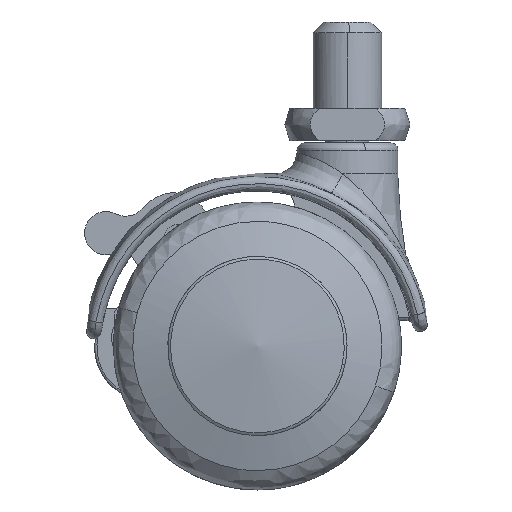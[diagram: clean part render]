
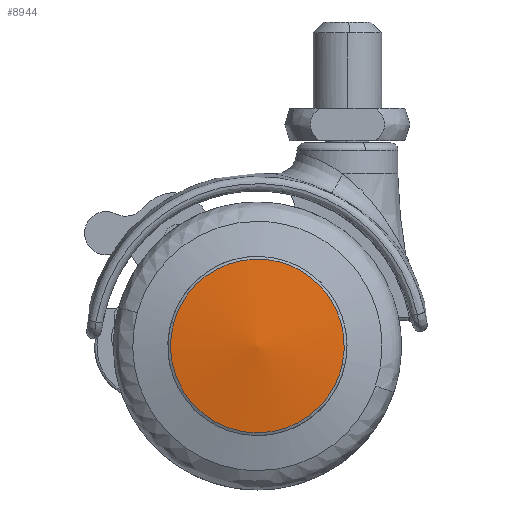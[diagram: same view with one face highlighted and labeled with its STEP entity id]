
A CAD part, front view. The second image highlights one B-rep face of the part: STEP entity #8944.
In plain terms, the highlighted free-form (B-spline) face has degree [2, 2] with [4, 4] control points.
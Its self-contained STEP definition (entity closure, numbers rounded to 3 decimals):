
#7233=CARTESIAN_POINT('',(-11.624,-18.104,3.228));
#7234=VERTEX_POINT('',#7233);
#7248=CARTESIAN_POINT('',(0.0,-18.104,12.064));
#7249=VERTEX_POINT('',#7248);
#7250=CARTESIAN_POINT('',(0.0,-18.104,12.064));
#7251=CARTESIAN_POINT('',(-9.171,-18.104,12.064));
#7252=CARTESIAN_POINT('',(-11.624,-18.104,3.228));
#7260=(BOUNDED_CURVE()B_SPLINE_CURVE(2,(#7250,#7251,#7252),.UNSPECIFIED.,.F.,.U.)B_SPLINE_CURVE_WITH_KNOTS((3,3),(0.0,0.204),.UNSPECIFIED.)CURVE()GEOMETRIC_REPRESENTATION_ITEM()RATIONAL_B_SPLINE_CURVE((1.0,0.761,0.913))REPRESENTATION_ITEM(''));
#7261=EDGE_CURVE('',#7249,#7234,#7260,.T.);
#7263=CARTESIAN_POINT('',(11.79,-18.104,-2.558));
#7264=VERTEX_POINT('',#7263);
#7265=CARTESIAN_POINT('',(11.79,-18.104,-2.558));
#7266=CARTESIAN_POINT('',(12.064,-18.104,-1.294));
#7267=CARTESIAN_POINT('',(12.064,-18.104,0.));
#7268=CARTESIAN_POINT('',(12.064,-18.104,12.064));
#7269=CARTESIAN_POINT('',(0.0,-18.104,12.064));
#7277=(BOUNDED_CURVE()B_SPLINE_CURVE(2,(#7265,#7266,#7267,#7268,#7269),.UNSPECIFIED.,.F.,.U.)B_SPLINE_CURVE_WITH_KNOTS((3,2,3),(0.714,0.75,1.0),.UNSPECIFIED.)CURVE()GEOMETRIC_REPRESENTATION_ITEM()RATIONAL_B_SPLINE_CURVE((0.927,0.957,1.0,0.707,1.0))REPRESENTATION_ITEM(''));
#7278=EDGE_CURVE('',#7264,#7249,#7277,.T.);
#7331=CARTESIAN_POINT('',(0.0,-18.104,-12.064));
#7332=VERTEX_POINT('',#7331);
#7333=CARTESIAN_POINT('',(0.0,-18.104,-12.064));
#7334=CARTESIAN_POINT('',(9.728,-18.104,-12.064));
#7335=CARTESIAN_POINT('',(11.79,-18.104,-2.558));
#7343=(BOUNDED_CURVE()B_SPLINE_CURVE(2,(#7333,#7334,#7335),.UNSPECIFIED.,.F.,.U.)B_SPLINE_CURVE_WITH_KNOTS((3,3),(0.5,0.714),.UNSPECIFIED.)CURVE()GEOMETRIC_REPRESENTATION_ITEM()RATIONAL_B_SPLINE_CURVE((1.0,0.75,0.927))REPRESENTATION_ITEM(''));
#7344=EDGE_CURVE('',#7332,#7264,#7343,.T.);
#7346=CARTESIAN_POINT('',(-11.624,-18.104,3.228));
#7347=CARTESIAN_POINT('',(-12.064,-18.104,1.644));
#7348=CARTESIAN_POINT('',(-12.064,-18.104,0.));
#7349=CARTESIAN_POINT('',(-12.064,-18.104,-12.064));
#7350=CARTESIAN_POINT('',(0.0,-18.104,-12.064));
#7358=(BOUNDED_CURVE()B_SPLINE_CURVE(2,(#7346,#7347,#7348,#7349,#7350),.UNSPECIFIED.,.F.,.U.)B_SPLINE_CURVE_WITH_KNOTS((3,2,3),(0.204,0.25,0.5),.UNSPECIFIED.)CURVE()GEOMETRIC_REPRESENTATION_ITEM()RATIONAL_B_SPLINE_CURVE((0.913,0.947,1.0,0.707,1.0))REPRESENTATION_ITEM(''));
#7359=EDGE_CURVE('',#7234,#7332,#7358,.T.);
#8914=CARTESIAN_POINT('',(-13.021,-16.186,-13.025));
#8915=CARTESIAN_POINT('',(-6.614,-17.816,-13.233));
#8916=CARTESIAN_POINT('',(6.614,-17.816,-13.233));
#8917=CARTESIAN_POINT('',(13.021,-16.186,-13.025));
#8918=CARTESIAN_POINT('',(-13.229,-17.817,-6.616));
#8919=CARTESIAN_POINT('',(-6.721,-19.5,-6.724));
#8920=CARTESIAN_POINT('',(6.722,-19.5,-6.724));
#8921=CARTESIAN_POINT('',(13.229,-17.817,-6.616));
#8922=CARTESIAN_POINT('',(-13.229,-17.817,6.616));
#8923=CARTESIAN_POINT('',(-6.721,-19.5,6.724));
#8924=CARTESIAN_POINT('',(6.722,-19.5,6.724));
#8925=CARTESIAN_POINT('',(13.229,-17.817,6.616));
#8926=CARTESIAN_POINT('',(-13.021,-16.186,13.025));
#8927=CARTESIAN_POINT('',(-6.614,-17.816,13.233));
#8928=CARTESIAN_POINT('',(6.614,-17.816,13.233));
#8929=CARTESIAN_POINT('',(13.021,-16.186,13.025));
#8937=(BOUNDED_SURFACE()B_SPLINE_SURFACE(2,2,((#8914,#8918,#8922,#8926),(#8915,#8919,#8923,#8927),(#8916,#8920,#8924,#8928),(#8917,#8921,#8925,#8929)),.UNSPECIFIED.,.F.,.F.,.U.)B_SPLINE_SURFACE_WITH_KNOTS((3,1,3),(3,1,3),(12.888,25.914,38.939),(12.884,25.914,38.943),.UNSPECIFIED.)GEOMETRIC_REPRESENTATION_ITEM()RATIONAL_B_SPLINE_SURFACE(((1.032,1.016,1.016,1.032),(1.016,1.0,1.0,1.016),(1.016,1.0,1.0,1.016),(1.032,1.016,1.016,1.032)))REPRESENTATION_ITEM('')SURFACE());
#8938=ORIENTED_EDGE('',*,*,#7261,.T.);
#8939=ORIENTED_EDGE('',*,*,#7359,.T.);
#8940=ORIENTED_EDGE('',*,*,#7344,.T.);
#8941=ORIENTED_EDGE('',*,*,#7278,.T.);
#8942=EDGE_LOOP('',(#8938,#8939,#8940,#8941));
#8943=FACE_OUTER_BOUND('',#8942,.T.);
#8944=ADVANCED_FACE('',(#8943),#8937,.T.);
